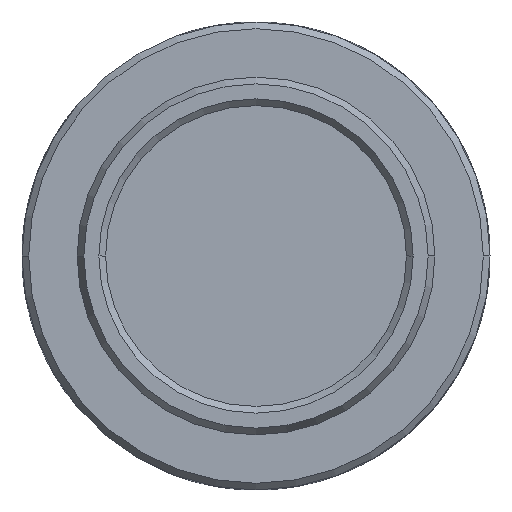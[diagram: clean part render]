
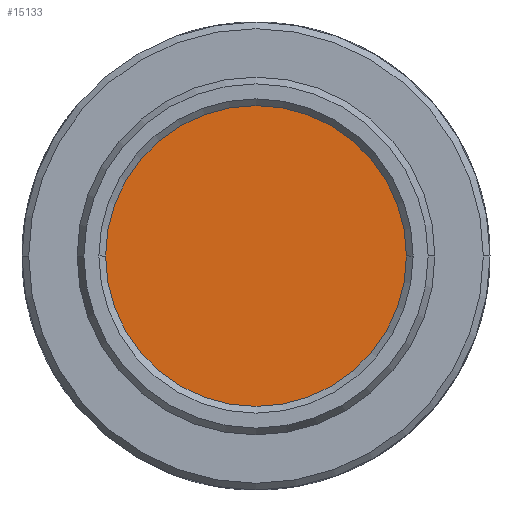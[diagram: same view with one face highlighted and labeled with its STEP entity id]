
A CAD part, left-side view. The second image highlights one B-rep face of the part: STEP entity #15133.
In plain terms, the highlighted planar face has unit normal (-1, 0, 0).
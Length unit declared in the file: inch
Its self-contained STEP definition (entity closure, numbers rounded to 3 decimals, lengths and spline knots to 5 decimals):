
#444 = EDGE_CURVE ( 'NONE', #1404, #15234, #3259, .T. ) ;
#899 = CARTESIAN_POINT ( 'NONE',  ( -0.145, 0., 0. ) ) ;
#1030 = ORIENTED_EDGE ( 'NONE', *, *, #8254, .F. ) ;
#1404 = VERTEX_POINT ( 'NONE', #9079 ) ;
#2146 = DIRECTION ( 'NONE',  ( 0., 0., -1. ) ) ;
#2802 = CARTESIAN_POINT ( 'NONE',  ( -0.145, 0., 0. ) ) ;
#3135 = PLANE ( 'NONE',  #14549 ) ;
#3259 = CIRCLE ( 'NONE', #10641, 0.25 ) ;
#4045 = DIRECTION ( 'NONE',  ( 0., 0., -1. ) ) ;
#6058 = DIRECTION ( 'NONE',  ( 1., 0., 0. ) ) ;
#6651 = CIRCLE ( 'NONE', #12757, 0.25 ) ;
#8254 = EDGE_CURVE ( 'NONE', #15234, #1404, #6651, .T. ) ;
#9079 = CARTESIAN_POINT ( 'NONE',  ( -0.145, 0., 0.25 ) ) ;
#9575 = DIRECTION ( 'NONE',  ( 1., 0., 0. ) ) ;
#10641 = AXIS2_PLACEMENT_3D ( 'NONE', #13501, #6058, #14733 ) ;
#11468 = DIRECTION ( 'NONE',  ( 1., 0., 0. ) ) ;
#11849 = FACE_OUTER_BOUND ( 'NONE', #12300, .T. ) ;
#12300 = EDGE_LOOP ( 'NONE', ( #1030, #13708 ) ) ;
#12757 = AXIS2_PLACEMENT_3D ( 'NONE', #2802, #11468, #4045 ) ;
#13501 = CARTESIAN_POINT ( 'NONE',  ( -0.145, 0., 0. ) ) ;
#13708 = ORIENTED_EDGE ( 'NONE', *, *, #444, .F. ) ;
#14549 = AXIS2_PLACEMENT_3D ( 'NONE', #899, #9575, #2146 ) ;
#14733 = DIRECTION ( 'NONE',  ( 0., 0., -1. ) ) ;
#14993 = CARTESIAN_POINT ( 'NONE',  ( -0.145, 0., -0.25 ) ) ;
#15133 = ADVANCED_FACE ( 'NONE', ( #11849 ), #3135, .F. ) ;
#15234 = VERTEX_POINT ( 'NONE', #14993 ) ;
